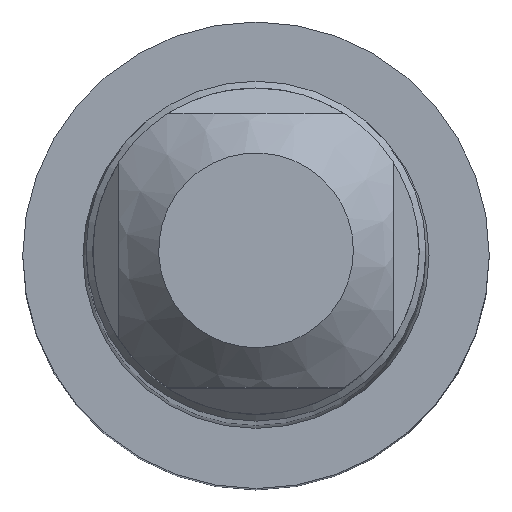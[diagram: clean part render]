
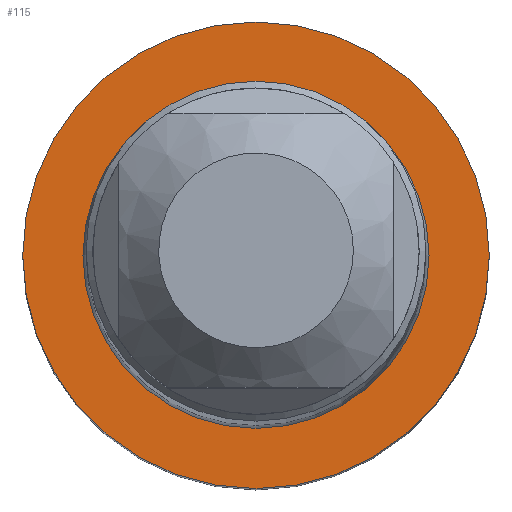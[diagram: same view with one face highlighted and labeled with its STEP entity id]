
A CAD part, top view. The second image highlights one B-rep face of the part: STEP entity #115.
In plain terms, the highlighted planar face has unit normal (0, 0, 1).
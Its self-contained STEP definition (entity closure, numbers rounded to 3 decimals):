
#84=PLANE('',#382);
#96=FACE_OUTER_BOUND('',#160,.T.);
#115=ADVANCED_FACE('',(#96),#84,.F.);
#160=EDGE_LOOP('',(#226));
#226=ORIENTED_EDGE('',*,*,#287,.T.);
#254=VERTEX_POINT('',#596);
#287=EDGE_CURVE('',#254,#254,#300,.T.);
#300=CIRCLE('',#380,4.255);
#380=AXIS2_PLACEMENT_3D('',#595,#466,#467);
#382=AXIS2_PLACEMENT_3D('',#598,#470,#471);
#466=DIRECTION('',(0.,0.,1.));
#467=DIRECTION('',(1.,0.,0.));
#470=DIRECTION('',(0.,0.,-1.));
#471=DIRECTION('',(-1.,0.,0.));
#595=CARTESIAN_POINT('',(0.,0.,-52.));
#596=CARTESIAN_POINT('',(4.255,0.,-52.));
#598=CARTESIAN_POINT('',(4.255,0.,-52.));
